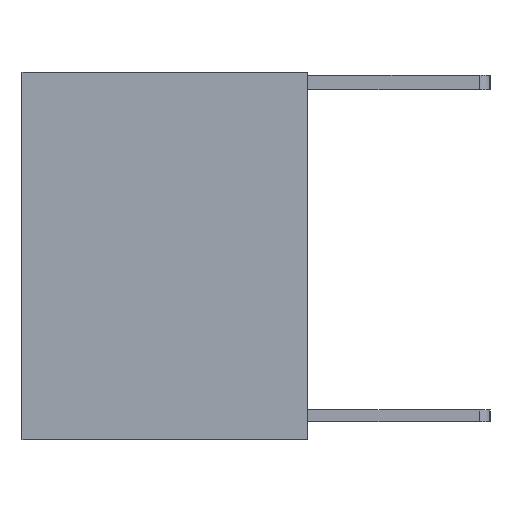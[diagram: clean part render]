
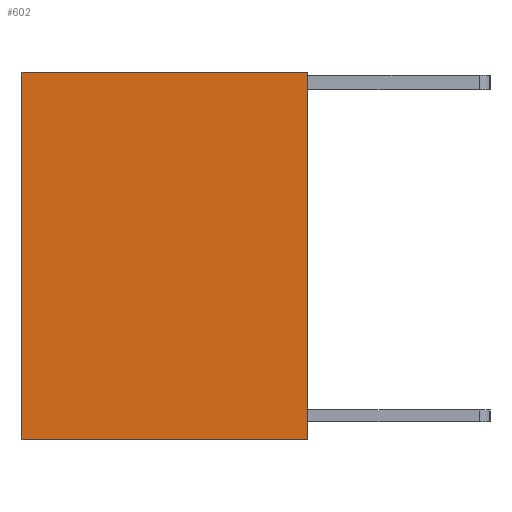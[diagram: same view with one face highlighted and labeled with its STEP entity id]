
A CAD part, left-side view. The second image highlights one B-rep face of the part: STEP entity #602.
In plain terms, the highlighted planar face has unit normal (-1, 0, 0).
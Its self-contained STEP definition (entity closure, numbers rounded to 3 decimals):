
#551=CARTESIAN_POINT('',(0.,3.95,-2.575));
#552=DIRECTION('',(0.,0.,1.));
#553=DIRECTION('',(-1.,0.,0.));
#554=AXIS2_PLACEMENT_3D('',#551,#553,#552);
#555=PLANE('',#554);
#556=CARTESIAN_POINT('',(0.,1.95,-5.15));
#557=VERTEX_POINT('',#556);
#558=CARTESIAN_POINT('',(0.,5.95,-5.15));
#559=VERTEX_POINT('',#558);
#560=CARTESIAN_POINT('',(0.,1.95,-5.15));
#561=CARTESIAN_POINT('',(0.,2.75,-5.15));
#562=CARTESIAN_POINT('',(0.,3.55,-5.15));
#563=CARTESIAN_POINT('',(0.,4.35,-5.15));
#564=CARTESIAN_POINT('',(0.,5.15,-5.15));
#565=CARTESIAN_POINT('',(0.,5.95,-5.15));
#566=B_SPLINE_CURVE_WITH_KNOTS('',5,(#560,#561,#562,#563,#564,#565),.UNSPECIFIED.,.F.,.U.,(6,6),(0.,4.),.UNSPECIFIED.);
#567=EDGE_CURVE('',#557,#559,#566,.T.);
#568=ORIENTED_EDGE('',*,*,#567,.F.);
#569=CARTESIAN_POINT('',(0.,1.95,0.));
#570=VERTEX_POINT('',#569);
#571=CARTESIAN_POINT('',(0.,1.95,0.));
#572=CARTESIAN_POINT('',(0.,1.95,-1.03));
#573=CARTESIAN_POINT('',(0.,1.95,-2.06));
#574=CARTESIAN_POINT('',(0.,1.95,-3.09));
#575=CARTESIAN_POINT('',(0.,1.95,-4.12));
#576=CARTESIAN_POINT('',(0.,1.95,-5.15));
#577=B_SPLINE_CURVE_WITH_KNOTS('',5,(#571,#572,#573,#574,#575,#576),.UNSPECIFIED.,.F.,.U.,(6,6),(0.,5.15),.UNSPECIFIED.);
#578=EDGE_CURVE('',#570,#557,#577,.T.);
#579=ORIENTED_EDGE('',*,*,#578,.F.);
#580=CARTESIAN_POINT('',(0.,5.95,0.));
#581=VERTEX_POINT('',#580);
#582=CARTESIAN_POINT('',(0.,5.95,0.));
#583=CARTESIAN_POINT('',(0.,5.15,0.));
#584=CARTESIAN_POINT('',(0.,4.35,0.));
#585=CARTESIAN_POINT('',(0.,3.55,0.));
#586=CARTESIAN_POINT('',(0.,2.75,0.));
#587=CARTESIAN_POINT('',(0.,1.95,0.));
#588=B_SPLINE_CURVE_WITH_KNOTS('',5,(#582,#583,#584,#585,#586,#587),.UNSPECIFIED.,.F.,.U.,(6,6),(0.,4.),.UNSPECIFIED.);
#589=EDGE_CURVE('',#581,#570,#588,.T.);
#590=ORIENTED_EDGE('',*,*,#589,.F.);
#591=CARTESIAN_POINT('',(0.,5.95,0.));
#592=CARTESIAN_POINT('',(0.,5.95,-1.03));
#593=CARTESIAN_POINT('',(0.,5.95,-2.06));
#594=CARTESIAN_POINT('',(0.,5.95,-3.09));
#595=CARTESIAN_POINT('',(0.,5.95,-4.12));
#596=CARTESIAN_POINT('',(0.,5.95,-5.15));
#597=B_SPLINE_CURVE_WITH_KNOTS('',5,(#591,#592,#593,#594,#595,#596),.UNSPECIFIED.,.F.,.U.,(6,6),(0.,5.15),.UNSPECIFIED.);
#598=EDGE_CURVE('',#581,#559,#597,.T.);
#599=ORIENTED_EDGE('',*,*,#598,.T.);
#600=EDGE_LOOP('',(#568,#579,#590,#599));
#601=FACE_OUTER_BOUND('',#600,.T.);
#602=ADVANCED_FACE('',(#601),#555,.T.);
